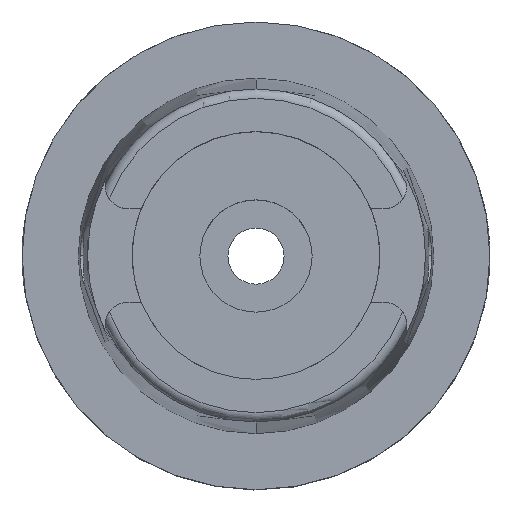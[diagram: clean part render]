
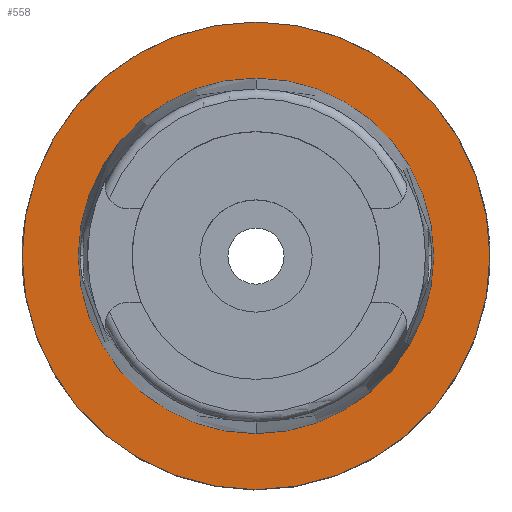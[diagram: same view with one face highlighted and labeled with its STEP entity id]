
A CAD part, top view. The second image highlights one B-rep face of the part: STEP entity #558.
In plain terms, the highlighted planar face has unit normal (0, 0, 1).
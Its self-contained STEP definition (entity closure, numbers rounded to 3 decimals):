
#16 = EDGE_CURVE ( 'NONE', #1140, #3413, #1234, .T. ) ;
#21 = ORIENTED_EDGE ( 'NONE', *, *, #2829, .F. ) ;
#339 = AXIS2_PLACEMENT_3D ( 'NONE', #1018, #5309, #4879 ) ;
#364 = DIRECTION ( 'NONE',  ( 0., -1., 0. ) ) ;
#487 = CARTESIAN_POINT ( 'NONE',  ( 0., 0., 0. ) ) ;
#495 = CARTESIAN_POINT ( 'NONE',  ( 0., 38., 0. ) ) ;
#558 = ADVANCED_FACE ( 'NONE', ( #3618, #2398 ), #3673, .T. ) ;
#636 = DIRECTION ( 'NONE',  ( 0., 1., 0. ) ) ;
#820 = EDGE_LOOP ( 'NONE', ( #3603, #3022 ) ) ;
#1018 = CARTESIAN_POINT ( 'NONE',  ( 0., 0., 0. ) ) ;
#1071 = CARTESIAN_POINT ( 'NONE',  ( 0., -38., 0. ) ) ;
#1140 = VERTEX_POINT ( 'NONE', #4142 ) ;
#1234 = CIRCLE ( 'NONE', #339, 50. ) ;
#1444 = DIRECTION ( 'NONE',  ( 0., 0., 1. ) ) ;
#1987 = EDGE_CURVE ( 'NONE', #4497, #2168, #3870, .T. ) ;
#2165 = DIRECTION ( 'NONE',  ( 0., -1., 0. ) ) ;
#2168 = VERTEX_POINT ( 'NONE', #1071 ) ;
#2343 = DIRECTION ( 'NONE',  ( 1., 0., 0. ) ) ;
#2398 = FACE_BOUND ( 'NONE', #820, .T. ) ;
#2436 = EDGE_CURVE ( 'NONE', #2168, #4497, #4460, .T. ) ;
#2829 = EDGE_CURVE ( 'NONE', #3413, #1140, #2837, .T. ) ;
#2837 = CIRCLE ( 'NONE', #3200, 50. ) ;
#2958 = DIRECTION ( 'NONE',  ( 0., 0., 1. ) ) ;
#3022 = ORIENTED_EDGE ( 'NONE', *, *, #2436, .F. ) ;
#3200 = AXIS2_PLACEMENT_3D ( 'NONE', #4755, #3369, #364 ) ;
#3271 = DIRECTION ( 'NONE',  ( 0., 0., 1. ) ) ;
#3305 = AXIS2_PLACEMENT_3D ( 'NONE', #5337, #3271, #2343 ) ;
#3369 = DIRECTION ( 'NONE',  ( 0., 0., -1. ) ) ;
#3376 = AXIS2_PLACEMENT_3D ( 'NONE', #487, #2958, #2165 ) ;
#3413 = VERTEX_POINT ( 'NONE', #5456 ) ;
#3603 = ORIENTED_EDGE ( 'NONE', *, *, #1987, .F. ) ;
#3618 = FACE_OUTER_BOUND ( 'NONE', #4030, .T. ) ;
#3673 = PLANE ( 'NONE',  #3305 ) ;
#3870 = CIRCLE ( 'NONE', #5031, 38. ) ;
#4030 = EDGE_LOOP ( 'NONE', ( #4272, #21 ) ) ;
#4142 = CARTESIAN_POINT ( 'NONE',  ( 0., 50., 0. ) ) ;
#4272 = ORIENTED_EDGE ( 'NONE', *, *, #16, .F. ) ;
#4460 = CIRCLE ( 'NONE', #3376, 38. ) ;
#4497 = VERTEX_POINT ( 'NONE', #495 ) ;
#4740 = CARTESIAN_POINT ( 'NONE',  ( 0., 0., 0. ) ) ;
#4755 = CARTESIAN_POINT ( 'NONE',  ( 0., 0., 0. ) ) ;
#4879 = DIRECTION ( 'NONE',  ( 0., 1., 0. ) ) ;
#5031 = AXIS2_PLACEMENT_3D ( 'NONE', #4740, #1444, #636 ) ;
#5309 = DIRECTION ( 'NONE',  ( 0., 0., -1. ) ) ;
#5337 = CARTESIAN_POINT ( 'NONE',  ( 0., 0., 0. ) ) ;
#5456 = CARTESIAN_POINT ( 'NONE',  ( 0., -50., 0. ) ) ;
